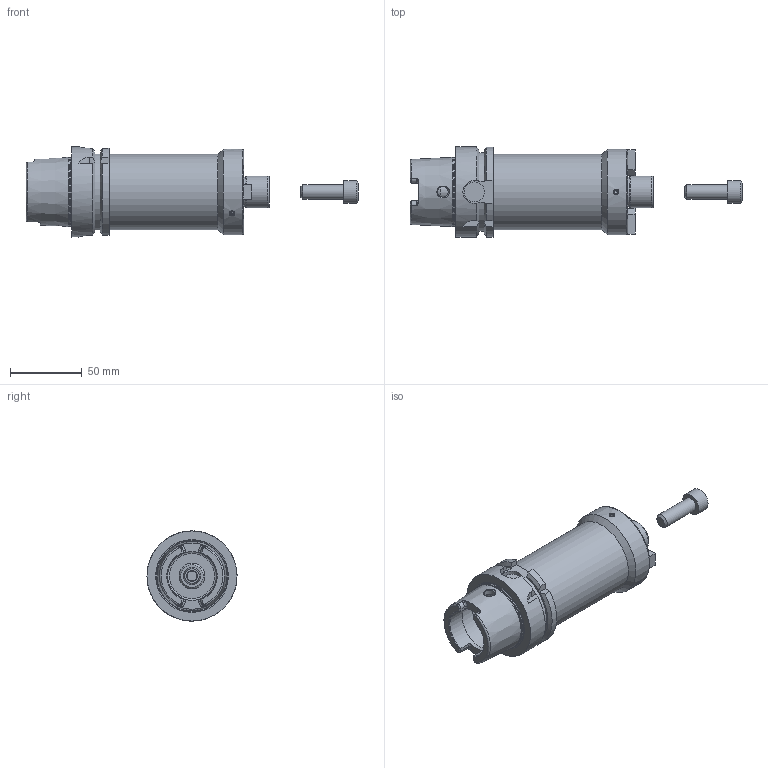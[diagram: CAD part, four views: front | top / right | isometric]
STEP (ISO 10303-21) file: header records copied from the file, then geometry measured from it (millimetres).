
FILE_DESCRIPTION((''),'2;1');
FILE_NAME('535015722120-3D.stp','2020-04-29T13:40:23',('nttooll'),(''),'Autodesk Inventor 2012','Autodesk Inventor 2012','');
FILE_SCHEMA(('AUTOMOTIVE_DESIGN { 1 0 10303 214 1 1 1 1 }'));
Length unit declared in the file: millimetre
Products named in the file (1): 535015722120-3D
Bounding box: 232 x 63 x 63 mm (x, y, z)
Volume: 303838.7 mm3; surface area: 48485 mm2
Topology: 2 solids, 5 shells, 224 faces, 531 edges, 324 vertices
Faces by surface type: plane 76, cylinder 64, cone 61, torus 17, sphere 6
Full cylindrical faces by diameter (mm): 2.309 x3, 2.5 x6, 3 x3, 3.4 x3, 4 x6, 7.5 x2, 8 x1, 8.7 x1, 9.238 x1, 10 x2, 10.5 x1, 11.3 x1, 12 x1, 14 x1, 16 x1, 18 x1, 21.6 x1, 22 x1, 34 x1, 34.5 x1, 40 x1, 48 x1, 52.5 x1, 60 x1, 63 x1
Entity records: 6462 total; most frequent: CARTESIAN_POINT 1809, DIRECTION 976, ORIENTED_EDGE 844, EDGE_CURVE 422, AXIS2_PLACEMENT_3D 416, EDGE_LOOP 332, VERTEX_POINT 301, FACE_OUTER_BOUND 224
